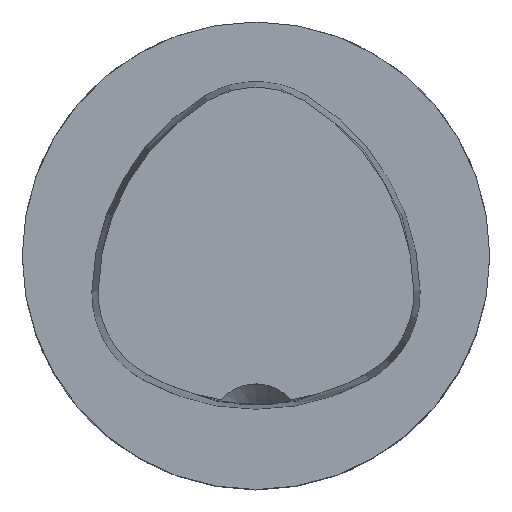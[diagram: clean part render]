
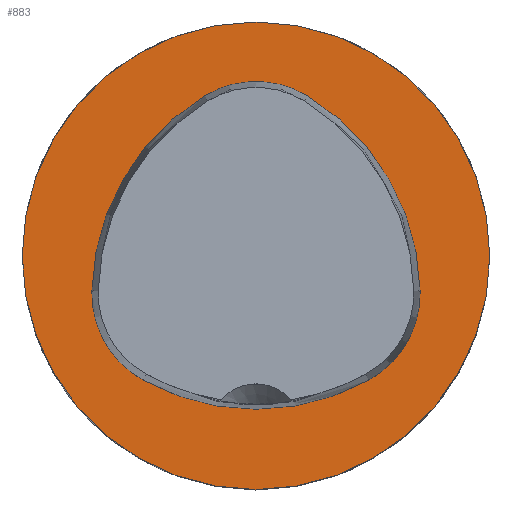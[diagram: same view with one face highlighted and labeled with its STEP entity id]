
A CAD part, top view. The second image highlights one B-rep face of the part: STEP entity #883.
In plain terms, the highlighted planar face has unit normal (0, 0, 1).
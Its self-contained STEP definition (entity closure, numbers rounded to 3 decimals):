
#525=FACE_BOUND('',#1915,.T.);
#526=FACE_BOUND('',#1916,.T.);
#625=CIRCLE('',#7367,20.);
#642=CIRCLE('',#7398,20.);
#643=CIRCLE('',#7400,8.5);
#644=CIRCLE('',#7402,20.);
#645=CIRCLE('',#7404,8.5);
#646=CIRCLE('',#7406,20.);
#647=CIRCLE('',#7408,8.5);
#883=ADVANCED_FACE('',(#525,#526),#1229,.T.);
#1229=PLANE('',#7410);
#1915=EDGE_LOOP('',(#2591,#2592,#2593,#2594,#2595,#2596));
#1916=EDGE_LOOP('',(#2597));
#2591=ORIENTED_EDGE('',*,*,#5100,.T.);
#2592=ORIENTED_EDGE('',*,*,#5098,.T.);
#2593=ORIENTED_EDGE('',*,*,#5096,.T.);
#2594=ORIENTED_EDGE('',*,*,#5094,.T.);
#2595=ORIENTED_EDGE('',*,*,#5092,.T.);
#2596=ORIENTED_EDGE('',*,*,#5089,.T.);
#2597=ORIENTED_EDGE('',*,*,#5055,.F.);
#4345=VERTEX_POINT('',#10296);
#4371=VERTEX_POINT('',#10390);
#4372=VERTEX_POINT('',#10391);
#4373=VERTEX_POINT('',#10396);
#4374=VERTEX_POINT('',#10400);
#4375=VERTEX_POINT('',#10404);
#4376=VERTEX_POINT('',#10408);
#5055=EDGE_CURVE('',#4345,#4345,#625,.T.);
#5089=EDGE_CURVE('',#4371,#4372,#642,.T.);
#5092=EDGE_CURVE('',#4373,#4371,#643,.T.);
#5094=EDGE_CURVE('',#4374,#4373,#644,.T.);
#5096=EDGE_CURVE('',#4375,#4374,#645,.T.);
#5098=EDGE_CURVE('',#4376,#4375,#646,.T.);
#5100=EDGE_CURVE('',#4372,#4376,#647,.T.);
#7367=AXIS2_PLACEMENT_3D('',#10295,#8144,#8145);
#7398=AXIS2_PLACEMENT_3D('',#10389,#8216,#8217);
#7400=AXIS2_PLACEMENT_3D('',#10395,#8222,#8223);
#7402=AXIS2_PLACEMENT_3D('',#10399,#8227,#8228);
#7404=AXIS2_PLACEMENT_3D('',#10403,#8232,#8233);
#7406=AXIS2_PLACEMENT_3D('',#10407,#8237,#8238);
#7408=AXIS2_PLACEMENT_3D('',#10411,#8242,#8243);
#7410=AXIS2_PLACEMENT_3D('',#10413,#8246,#8247);
#8144=DIRECTION('',(0.,0.,-1.));
#8145=DIRECTION('',(1.,0.,0.));
#8216=DIRECTION('',(0.,0.,-1.));
#8217=DIRECTION('',(0.,-1.,0.));
#8222=DIRECTION('',(0.,0.,-1.));
#8223=DIRECTION('',(0.866,-0.5,0.));
#8227=DIRECTION('',(0.,0.,-1.));
#8228=DIRECTION('',(0.866,0.5,0.));
#8232=DIRECTION('',(0.,0.,-1.));
#8233=DIRECTION('',(0.,1.,0.));
#8237=DIRECTION('',(0.,0.,-1.));
#8238=DIRECTION('',(-0.866,0.5,0.));
#8242=DIRECTION('',(0.,0.,-1.));
#8243=DIRECTION('',(-0.866,-0.5,0.));
#8246=DIRECTION('',(0.,0.,1.));
#8247=DIRECTION('',(0.,-1.,0.));
#10295=CARTESIAN_POINT('',(0.,0.,0.));
#10296=CARTESIAN_POINT('',(20.,0.,0.));
#10389=CARTESIAN_POINT('',(0.,6.876,0.));
#10390=CARTESIAN_POINT('',(9.639,-10.648,0.));
#10391=CARTESIAN_POINT('',(-9.639,-10.648,0.));
#10395=CARTESIAN_POINT('',(5.543,-3.2,0.));
#10396=CARTESIAN_POINT('',(14.041,-3.024,0.));
#10399=CARTESIAN_POINT('',(-5.955,-3.438,0.));
#10400=CARTESIAN_POINT('',(4.402,13.672,0.));
#10403=CARTESIAN_POINT('',(0.,6.4,0.));
#10404=CARTESIAN_POINT('',(-4.402,13.672,0.));
#10407=CARTESIAN_POINT('',(5.955,-3.438,0.));
#10408=CARTESIAN_POINT('',(-14.041,-3.024,0.));
#10411=CARTESIAN_POINT('',(-5.543,-3.2,0.));
#10413=CARTESIAN_POINT('',(-10.,0.,0.));
